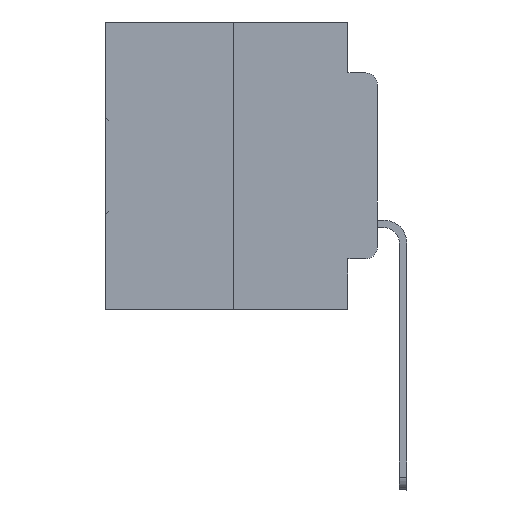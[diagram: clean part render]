
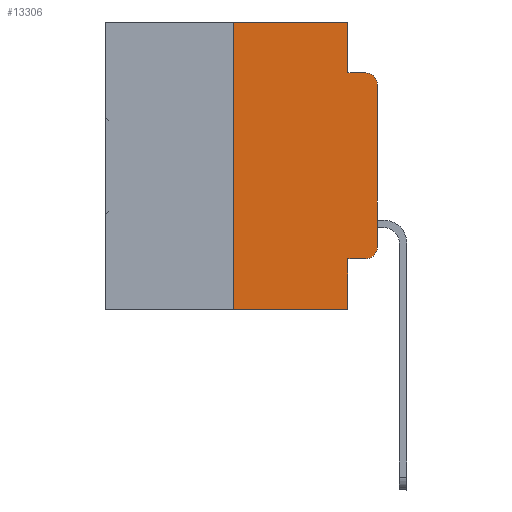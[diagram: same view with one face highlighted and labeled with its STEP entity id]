
A CAD part, left-side view. The second image highlights one B-rep face of the part: STEP entity #13306.
In plain terms, the highlighted planar face has unit normal (-1, 0, 0).
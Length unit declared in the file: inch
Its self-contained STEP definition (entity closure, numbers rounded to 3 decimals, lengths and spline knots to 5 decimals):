
#773 = EDGE_CURVE ( 'NONE', #848, #26613, #17315, .T. ) ;
#848 = VERTEX_POINT ( 'NONE', #31510 ) ;
#1040 = CARTESIAN_POINT ( 'NONE',  ( 0., 0.051, -0.4115 ) ) ;
#1202 = DIRECTION ( 'NONE',  ( 0., 0., -1. ) ) ;
#1289 = EDGE_CURVE ( 'NONE', #3583, #5294, #13659, .T. ) ;
#1410 = ORIENTED_EDGE ( 'NONE', *, *, #25515, .F. ) ;
#1709 = CARTESIAN_POINT ( 'NONE',  ( 0., 0.051, 0. ) ) ;
#2090 = CARTESIAN_POINT ( 'NONE',  ( 0., 0.473, -0.5 ) ) ;
#2344 = ORIENTED_EDGE ( 'NONE', *, *, #773, .T. ) ;
#2349 = EDGE_CURVE ( 'NONE', #19053, #8268, #28565, .T. ) ;
#3200 = VECTOR ( 'NONE', #28589, 39.37008 ) ;
#3230 = VECTOR ( 'NONE', #22879, 39.37008 ) ;
#3583 = VERTEX_POINT ( 'NONE', #13272 ) ;
#3792 = LINE ( 'NONE', #1709, #21779 ) ;
#3860 = CARTESIAN_POINT ( 'NONE',  ( 0., 0., 0. ) ) ;
#3911 = LINE ( 'NONE', #21247, #9454 ) ;
#4524 = EDGE_CURVE ( 'NONE', #8268, #848, #6079, .T. ) ;
#4641 = VECTOR ( 'NONE', #18216, 39.37008 ) ;
#5294 = VERTEX_POINT ( 'NONE', #15816 ) ;
#5520 = CARTESIAN_POINT ( 'NONE',  ( 0., 0.25, 0. ) ) ;
#5991 = CARTESIAN_POINT ( 'NONE',  ( 0., 0.051, -0.0885 ) ) ;
#6079 = LINE ( 'NONE', #3860, #3200 ) ;
#6263 = EDGE_LOOP ( 'NONE', ( #25791, #2344, #26106, #29987, #1410, #17066, #18516, #7113, #17335, #24352 ) ) ;
#6625 = CARTESIAN_POINT ( 'NONE',  ( 0., 0.473, 0. ) ) ;
#7113 = ORIENTED_EDGE ( 'NONE', *, *, #19964, .F. ) ;
#7714 = VERTEX_POINT ( 'NONE', #8069 ) ;
#7863 = DIRECTION ( 'NONE',  ( -1., 0., 0. ) ) ;
#8069 = CARTESIAN_POINT ( 'NONE',  ( 0., 0.25, 0. ) ) ;
#8268 = VERTEX_POINT ( 'NONE', #25705 ) ;
#8845 = DIRECTION ( 'NONE',  ( 0., 0., -1. ) ) ;
#9454 = VECTOR ( 'NONE', #20918, 39.37008 ) ;
#10310 = VECTOR ( 'NONE', #17444, 39.37008 ) ;
#10616 = EDGE_CURVE ( 'NONE', #3583, #7714, #27061, .T. ) ;
#10792 = EDGE_CURVE ( 'NONE', #27160, #19053, #18221, .T. ) ;
#10903 = VERTEX_POINT ( 'NONE', #5991 ) ;
#12604 = LINE ( 'NONE', #27551, #10310 ) ;
#12693 = CARTESIAN_POINT ( 'NONE',  ( 0., 0.02, -0.3915 ) ) ;
#12750 = DIRECTION ( 'NONE',  ( 0., 0., 1. ) ) ;
#13019 = DIRECTION ( 'NONE',  ( 0., 0., -1. ) ) ;
#13272 = CARTESIAN_POINT ( 'NONE',  ( 0., 0.25, -0.5 ) ) ;
#13306 = ADVANCED_FACE ( 'NONE', ( #28808 ), #15803, .F. ) ;
#13659 = LINE ( 'NONE', #2090, #21196 ) ;
#14015 = DIRECTION ( 'NONE',  ( -1., 0., 0. ) ) ;
#15803 = PLANE ( 'NONE',  #25860 ) ;
#15816 = CARTESIAN_POINT ( 'NONE',  ( 0., 0.051, -0.5 ) ) ;
#16456 = DIRECTION ( 'NONE',  ( 1., 0., 0. ) ) ;
#17066 = ORIENTED_EDGE ( 'NONE', *, *, #10616, .F. ) ;
#17315 = CIRCLE ( 'NONE', #24976, 0.02 ) ;
#17335 = ORIENTED_EDGE ( 'NONE', *, *, #10792, .T. ) ;
#17444 = DIRECTION ( 'NONE',  ( 0., -1., 0. ) ) ;
#18216 = DIRECTION ( 'NONE',  ( 0., 0., -1. ) ) ;
#18221 = LINE ( 'NONE', #1040, #3230 ) ;
#18516 = ORIENTED_EDGE ( 'NONE', *, *, #1289, .T. ) ;
#19053 = VERTEX_POINT ( 'NONE', #31702 ) ;
#19964 = EDGE_CURVE ( 'NONE', #27160, #5294, #20769, .T. ) ;
#20386 = VERTEX_POINT ( 'NONE', #27817 ) ;
#20769 = LINE ( 'NONE', #25270, #4641 ) ;
#20918 = DIRECTION ( 'NONE',  ( 0., -1., 0. ) ) ;
#21196 = VECTOR ( 'NONE', #30842, 39.37008 ) ;
#21247 = CARTESIAN_POINT ( 'NONE',  ( 0., 0.473, 0. ) ) ;
#21779 = VECTOR ( 'NONE', #28681, 39.37008 ) ;
#22797 = EDGE_CURVE ( 'NONE', #10903, #26613, #12604, .T. ) ;
#22879 = DIRECTION ( 'NONE',  ( 0., -1., 0. ) ) ;
#24352 = ORIENTED_EDGE ( 'NONE', *, *, #2349, .T. ) ;
#24976 = AXIS2_PLACEMENT_3D ( 'NONE', #31193, #14015, #8845 ) ;
#25054 = EDGE_CURVE ( 'NONE', #20386, #10903, #3792, .T. ) ;
#25270 = CARTESIAN_POINT ( 'NONE',  ( 0., 0.051, 0. ) ) ;
#25515 = EDGE_CURVE ( 'NONE', #7714, #20386, #3911, .T. ) ;
#25705 = CARTESIAN_POINT ( 'NONE',  ( 0., 0., -0.3915 ) ) ;
#25791 = ORIENTED_EDGE ( 'NONE', *, *, #4524, .T. ) ;
#25860 = AXIS2_PLACEMENT_3D ( 'NONE', #6625, #16456, #1202 ) ;
#26106 = ORIENTED_EDGE ( 'NONE', *, *, #22797, .F. ) ;
#26613 = VERTEX_POINT ( 'NONE', #29777 ) ;
#27061 = LINE ( 'NONE', #5520, #30938 ) ;
#27160 = VERTEX_POINT ( 'NONE', #30533 ) ;
#27511 = AXIS2_PLACEMENT_3D ( 'NONE', #12693, #7863, #13019 ) ;
#27551 = CARTESIAN_POINT ( 'NONE',  ( 0., 0.051, -0.0885 ) ) ;
#27817 = CARTESIAN_POINT ( 'NONE',  ( 0., 0.051, 0. ) ) ;
#28565 = CIRCLE ( 'NONE', #27511, 0.02 ) ;
#28589 = DIRECTION ( 'NONE',  ( 0., 0., 1. ) ) ;
#28681 = DIRECTION ( 'NONE',  ( 0., 0., -1. ) ) ;
#28808 = FACE_OUTER_BOUND ( 'NONE', #6263, .T. ) ;
#29777 = CARTESIAN_POINT ( 'NONE',  ( 0., 0.02, -0.0885 ) ) ;
#29987 = ORIENTED_EDGE ( 'NONE', *, *, #25054, .F. ) ;
#30533 = CARTESIAN_POINT ( 'NONE',  ( 0., 0.051, -0.4115 ) ) ;
#30842 = DIRECTION ( 'NONE',  ( 0., -1., 0. ) ) ;
#30938 = VECTOR ( 'NONE', #12750, 39.37008 ) ;
#31193 = CARTESIAN_POINT ( 'NONE',  ( 0., 0.02, -0.1085 ) ) ;
#31510 = CARTESIAN_POINT ( 'NONE',  ( 0., 0., -0.1085 ) ) ;
#31702 = CARTESIAN_POINT ( 'NONE',  ( 0., 0.02, -0.4115 ) ) ;
